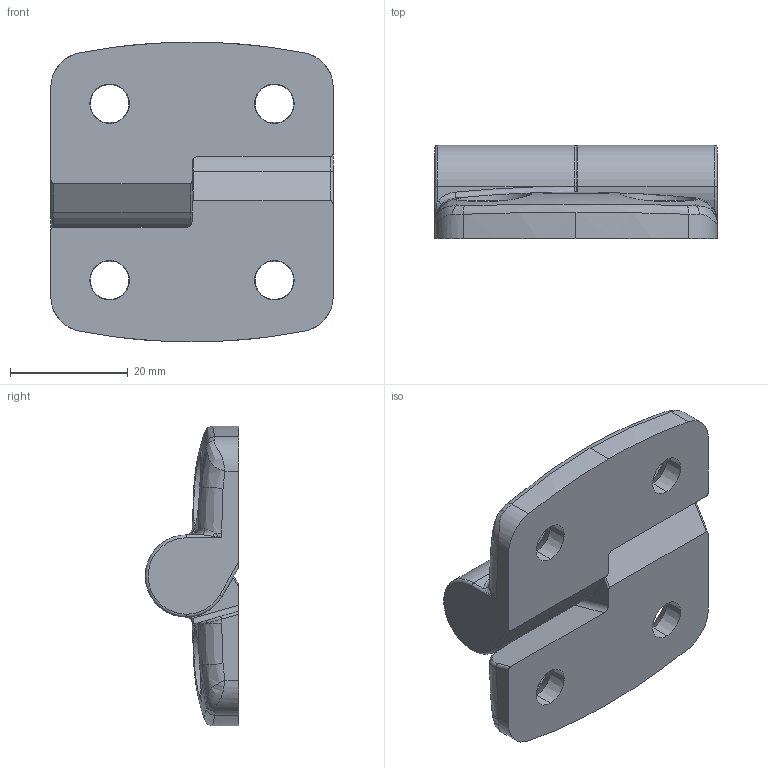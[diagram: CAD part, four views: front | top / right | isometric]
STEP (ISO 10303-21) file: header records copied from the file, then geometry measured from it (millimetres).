
FILE_DESCRIPTION (( 'STEP AP214' ), '1' );
FILE_NAME ('095e2525r.STEP', '2014-08-14T12:53:19', ( '' ), ( '' ), 'SwSTEP 2.0', 'SolidWorks 2014', '' );
FILE_SCHEMA (( 'AUTOMOTIVE_DESIGN' ));
Length unit declared in the file: millimetre
Products named in the file (3): 095e2525r; 095e25r_095 e 25 r; 095k-01_6-41
Assembly tree (3 placements, depth 2):
  095e2525r
    095e25r_095 e 25 r  x2
    095k-01_6-41
Bounding box: 48 x 15.9 x 51 mm (x, y, z)
Volume: 18031.2 mm3; surface area: 9059 mm2
Topology: 3 solids, 3 shells, 132 faces, 328 edges, 196 vertices
Faces by surface type: bspline 38, cylinder 36, cone 24, plane 22, torus 12
Entity records: 3193 total; most frequent: CARTESIAN_POINT 1522, ORIENTED_EDGE 348, DIRECTION 292, EDGE_CURVE 174, AXIS2_PLACEMENT_3D 122, VERTEX_POINT 106, EDGE_LOOP 78, FACE_OUTER_BOUND 73
